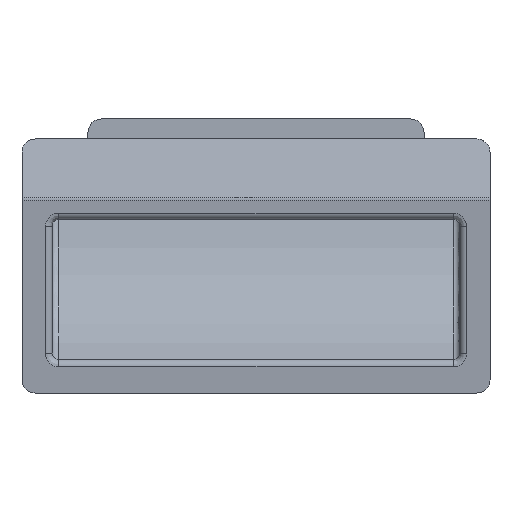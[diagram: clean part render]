
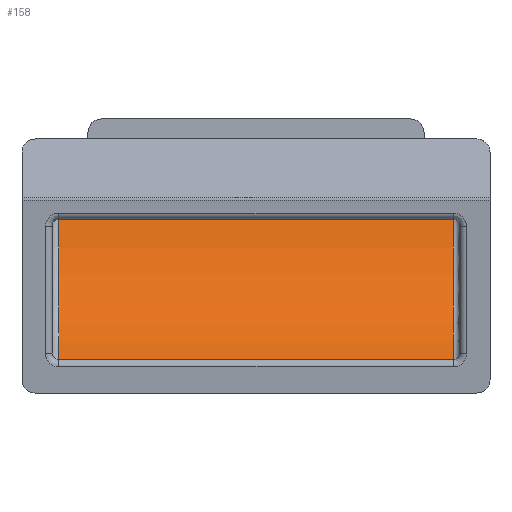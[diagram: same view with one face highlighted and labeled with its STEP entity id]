
A CAD part, front view. The second image highlights one B-rep face of the part: STEP entity #158.
In plain terms, the highlighted cylindrical face has radius 29.328 mm (diameter 58.656 mm), a partial arc.
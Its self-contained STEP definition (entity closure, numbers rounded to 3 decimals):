
#26 = VECTOR ( 'NONE', #1277, 1000. ) ;
#72 = DIRECTION ( 'NONE',  ( 1., 0., 0. ) ) ;
#139 = CYLINDRICAL_SURFACE ( 'NONE', #432, 29.328 ) ;
#158 = ADVANCED_FACE ( 'NONE', ( #2968 ), #139, .F. ) ;
#180 = CARTESIAN_POINT ( 'NONE',  ( -29.5, 14.716, 6.243 ) ) ;
#332 = VERTEX_POINT ( 'NONE', #493 ) ;
#362 = EDGE_CURVE ( 'NONE', #2654, #507, #1713, .T. ) ;
#432 = AXIS2_PLACEMENT_3D ( 'NONE', #2884, #2622, #1302 ) ;
#459 = CIRCLE ( 'NONE', #2616, 29.328 ) ;
#493 = CARTESIAN_POINT ( 'NONE',  ( 29.5, 14.716, 6.243 ) ) ;
#507 = VERTEX_POINT ( 'NONE', #2026 ) ;
#535 = CARTESIAN_POINT ( 'NONE',  ( -969.5, 0., -14.75 ) ) ;
#627 = EDGE_CURVE ( 'NONE', #332, #1715, #1432, .T. ) ;
#632 = CARTESIAN_POINT ( 'NONE',  ( -29.5, 0., -14.75 ) ) ;
#862 = CIRCLE ( 'NONE', #3018, 29.328 ) ;
#871 = CARTESIAN_POINT ( 'NONE',  ( -29.5, -14.242, 10.888 ) ) ;
#1126 = DIRECTION ( 'NONE',  ( 0., 0., 1. ) ) ;
#1242 = CARTESIAN_POINT ( 'NONE',  ( -969.5, 14.716, 6.243 ) ) ;
#1248 = ORIENTED_EDGE ( 'NONE', *, *, #362, .T. ) ;
#1277 = DIRECTION ( 'NONE',  ( -1., 0., 0. ) ) ;
#1302 = DIRECTION ( 'NONE',  ( 0., 0., -1. ) ) ;
#1333 = CARTESIAN_POINT ( 'NONE',  ( 29.5, -14.242, 10.888 ) ) ;
#1432 = LINE ( 'NONE', #1242, #26 ) ;
#1612 = DIRECTION ( 'NONE',  ( 0., 0., 1. ) ) ;
#1713 = LINE ( 'NONE', #535, #2306 ) ;
#1715 = VERTEX_POINT ( 'NONE', #180 ) ;
#1932 = EDGE_CURVE ( 'NONE', #507, #332, #862, .T. ) ;
#1978 = ORIENTED_EDGE ( 'NONE', *, *, #2542, .T. ) ;
#2026 = CARTESIAN_POINT ( 'NONE',  ( 29.5, 0., -14.75 ) ) ;
#2306 = VECTOR ( 'NONE', #72, 1000. ) ;
#2533 = EDGE_LOOP ( 'NONE', ( #1248, #2663, #3357, #1978 ) ) ;
#2542 = EDGE_CURVE ( 'NONE', #1715, #2654, #459, .T. ) ;
#2616 = AXIS2_PLACEMENT_3D ( 'NONE', #871, #2711, #1126 ) ;
#2622 = DIRECTION ( 'NONE',  ( 1., 0., 0. ) ) ;
#2654 = VERTEX_POINT ( 'NONE', #632 ) ;
#2663 = ORIENTED_EDGE ( 'NONE', *, *, #1932, .T. ) ;
#2711 = DIRECTION ( 'NONE',  ( -1., 0., 0. ) ) ;
#2884 = CARTESIAN_POINT ( 'NONE',  ( -969.5, -14.242, 10.888 ) ) ;
#2968 = FACE_OUTER_BOUND ( 'NONE', #2533, .T. ) ;
#3018 = AXIS2_PLACEMENT_3D ( 'NONE', #1333, #3169, #1612 ) ;
#3169 = DIRECTION ( 'NONE',  ( 1., 0., 0. ) ) ;
#3357 = ORIENTED_EDGE ( 'NONE', *, *, #627, .T. ) ;
